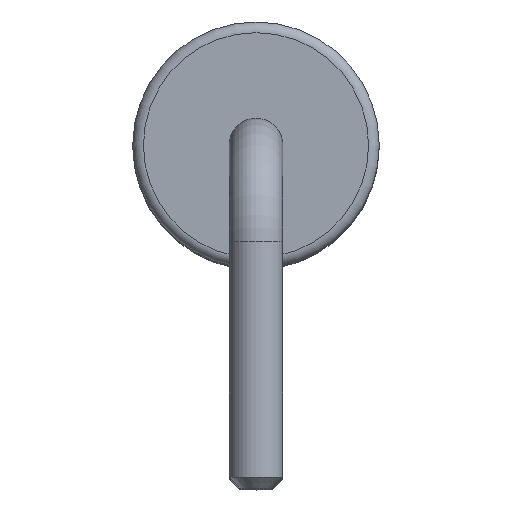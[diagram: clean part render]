
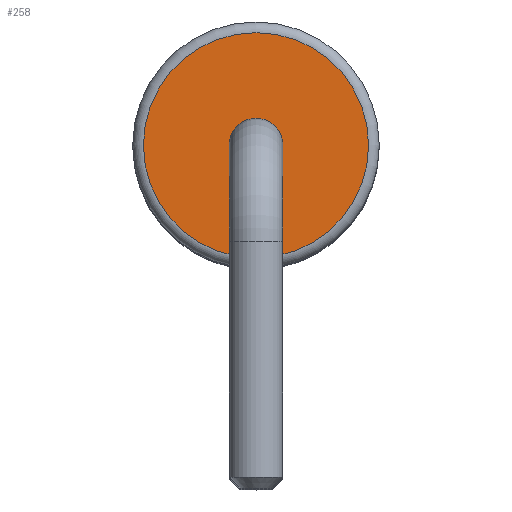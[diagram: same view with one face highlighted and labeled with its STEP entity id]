
A CAD part, top view. The second image highlights one B-rep face of the part: STEP entity #258.
In plain terms, the highlighted planar face has unit normal (0, 0, 1).
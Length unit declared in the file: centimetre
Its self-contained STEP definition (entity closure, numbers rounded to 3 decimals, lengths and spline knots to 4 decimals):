
#75=PLANE('',#290);
#91=VERTEX_POINT('',#325);
#94=VERTEX_POINT('',#334);
#109=CIRCLE('',#280,0.025);
#112=CIRCLE('',#286,0.105);
#127=EDGE_CURVE('',#91,#91,#109,.T.);
#130=EDGE_CURVE('',#94,#94,#112,.T.);
#160=ORIENTED_EDGE('',*,*,#127,.T.);
#161=ORIENTED_EDGE('',*,*,#130,.F.);
#196=EDGE_LOOP('',(#160));
#197=EDGE_LOOP('',(#161));
#232=FACE_BOUND('',#196,.T.);
#233=FACE_BOUND('',#197,.T.);
#258=ADVANCED_FACE('',(#232,#233),#75,.T.);
#280=AXIS2_PLACEMENT_3D('',#324,#384,#385);
#286=AXIS2_PLACEMENT_3D('',#333,#394,#395);
#290=AXIS2_PLACEMENT_3D('',#340,#402,$);
#324=CARTESIAN_POINT('',(0.,0.09,0.34));
#325=CARTESIAN_POINT('',(-0.025,0.09,0.34));
#333=CARTESIAN_POINT('',(0.,0.09,0.34));
#334=CARTESIAN_POINT('',(0.105,0.09,0.34));
#340=CARTESIAN_POINT('',(0.,0.09,0.34));
#384=DIRECTION('',(0.,0.,-1.));
#385=DIRECTION('',(-0.025,0.,0.));
#394=DIRECTION('',(0.,0.,-1.));
#395=DIRECTION('',(-0.105,0.,0.));
#402=DIRECTION('',(0.,0.,1.));
